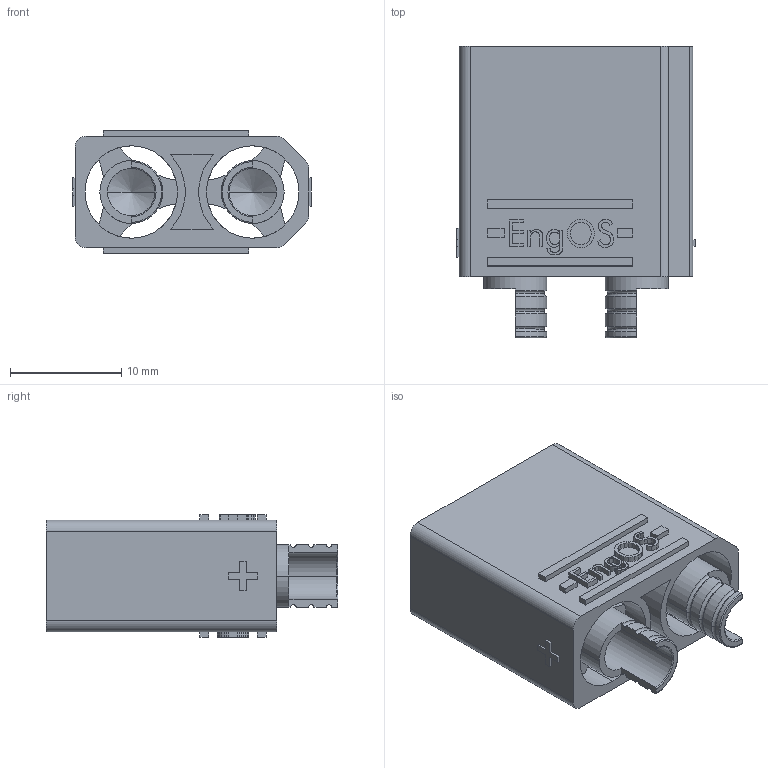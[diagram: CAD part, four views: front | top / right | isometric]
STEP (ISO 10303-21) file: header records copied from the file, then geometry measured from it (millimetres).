
FILE_DESCRIPTION (( 'STEP AP214' ), '1' );
FILE_NAME ('XT-90 (Male).STEP', '2018-04-05T17:16:15', ( '' ), ( '' ), 'SwSTEP 2.0', 'SolidWorks 2016', '' );
FILE_SCHEMA (( 'AUTOMOTIVE_DESIGN' ));
Length unit declared in the file: millimetre
Products named in the file (3): XT90_MALE_PIN; XT90_MALE; XT-90 (Male)
Assembly tree (3 placements, depth 2):
  XT-90 (Male)
    XT90_MALE
    XT90_MALE_PIN  x2
Bounding box: 21.4 x 26.2 x 11 mm (x, y, z)
Volume: 1852.4 mm3; surface area: 4171.3 mm2
Topology: 3 solids, 3 shells, 516 faces, 1417 edges, 936 vertices
Faces by surface type: plane 283, bspline 97, cylinder 84, torus 40, cone 12
Entity records: 15803 total; most frequent: CARTESIAN_POINT 4440, ORIENTED_EDGE 2484, DIRECTION 1897, EDGE_CURVE 1242, VECTOR 853, LINE 853, VERTEX_POINT 825, AXIS2_PLACEMENT_3D 522
